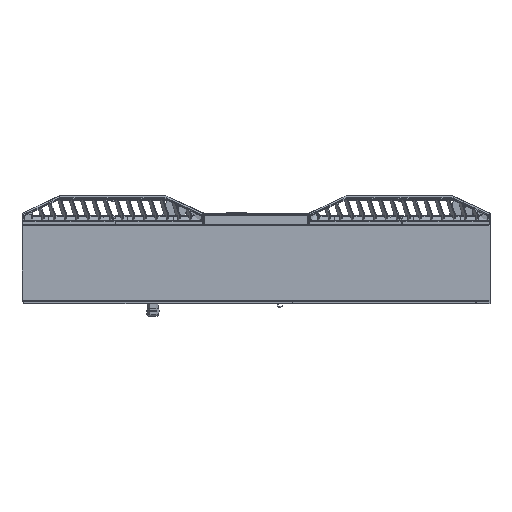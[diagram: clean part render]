
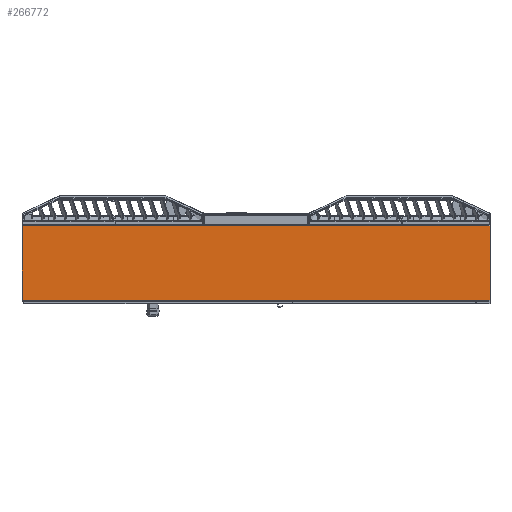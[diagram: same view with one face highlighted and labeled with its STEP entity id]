
A CAD part, left-side view. The second image highlights one B-rep face of the part: STEP entity #266772.
In plain terms, the highlighted planar face has unit normal (-1, 0, 0).
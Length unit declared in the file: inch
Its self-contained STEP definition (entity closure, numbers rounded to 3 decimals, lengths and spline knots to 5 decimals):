
#1221 = ORIENTED_EDGE ( 'NONE', *, *, #357569, .F. ) ;
#4876 = VERTEX_POINT ( 'NONE', #307120 ) ;
#5827 = LINE ( 'NONE', #120665, #146749 ) ;
#14909 = EDGE_LOOP ( 'NONE', ( #1221, #55335, #368046, #52859 ) ) ;
#19323 = EDGE_CURVE ( 'NONE', #273993, #358350, #127090, .T. ) ;
#31311 = AXIS2_PLACEMENT_3D ( 'NONE', #296095, #220713, #226198 ) ;
#52859 = ORIENTED_EDGE ( 'NONE', *, *, #19323, .T. ) ;
#55335 = ORIENTED_EDGE ( 'NONE', *, *, #317551, .T. ) ;
#55840 = CARTESIAN_POINT ( 'NONE',  ( -6.00394, 37.40157, 6.02362 ) ) ;
#59680 = CARTESIAN_POINT ( 'NONE',  ( -6.00394, 37.40157, 0.07874 ) ) ;
#73843 = PLANE ( 'NONE',  #31311 ) ;
#78219 = DIRECTION ( 'NONE',  ( 0., -1., 0. ) ) ;
#84027 = VECTOR ( 'NONE', #258035, 39.37008 ) ;
#104548 = DIRECTION ( 'NONE',  ( 0., 1., 0. ) ) ;
#111302 = VECTOR ( 'NONE', #104548, 39.37008 ) ;
#120665 = CARTESIAN_POINT ( 'NONE',  ( -6.00394, 0., 0. ) ) ;
#127090 = LINE ( 'NONE', #356625, #111302 ) ;
#146749 = VECTOR ( 'NONE', #173544, 39.37008 ) ;
#147119 = LINE ( 'NONE', #314535, #84027 ) ;
#150050 = CARTESIAN_POINT ( 'NONE',  ( -6.00394, 0., 6.02362 ) ) ;
#173544 = DIRECTION ( 'NONE',  ( 0., 0., -1. ) ) ;
#202343 = VECTOR ( 'NONE', #78219, 39.37008 ) ;
#220713 = DIRECTION ( 'NONE',  ( 1., 0., 0. ) ) ;
#226198 = DIRECTION ( 'NONE',  ( 0., 0., -1. ) ) ;
#258035 = DIRECTION ( 'NONE',  ( 0., 0., 1. ) ) ;
#266772 = ADVANCED_FACE ( 'NONE', ( #273409 ), #73843, .F. ) ;
#273409 = FACE_OUTER_BOUND ( 'NONE', #14909, .T. ) ;
#273993 = VERTEX_POINT ( 'NONE', #150050 ) ;
#296095 = CARTESIAN_POINT ( 'NONE',  ( -6.00394, 0., 0. ) ) ;
#307120 = CARTESIAN_POINT ( 'NONE',  ( -6.00394, 0., 0.07874 ) ) ;
#314169 = EDGE_CURVE ( 'NONE', #273993, #4876, #5827, .T. ) ;
#314535 = CARTESIAN_POINT ( 'NONE',  ( -6.00394, 37.40157, 0. ) ) ;
#317551 = EDGE_CURVE ( 'NONE', #345138, #4876, #362390, .T. ) ;
#336110 = CARTESIAN_POINT ( 'NONE',  ( -6.00394, 0., 0.07874 ) ) ;
#345138 = VERTEX_POINT ( 'NONE', #59680 ) ;
#356625 = CARTESIAN_POINT ( 'NONE',  ( -6.00394, 0., 6.02362 ) ) ;
#357569 = EDGE_CURVE ( 'NONE', #345138, #358350, #147119, .T. ) ;
#358350 = VERTEX_POINT ( 'NONE', #55840 ) ;
#362390 = LINE ( 'NONE', #336110, #202343 ) ;
#368046 = ORIENTED_EDGE ( 'NONE', *, *, #314169, .F. ) ;
